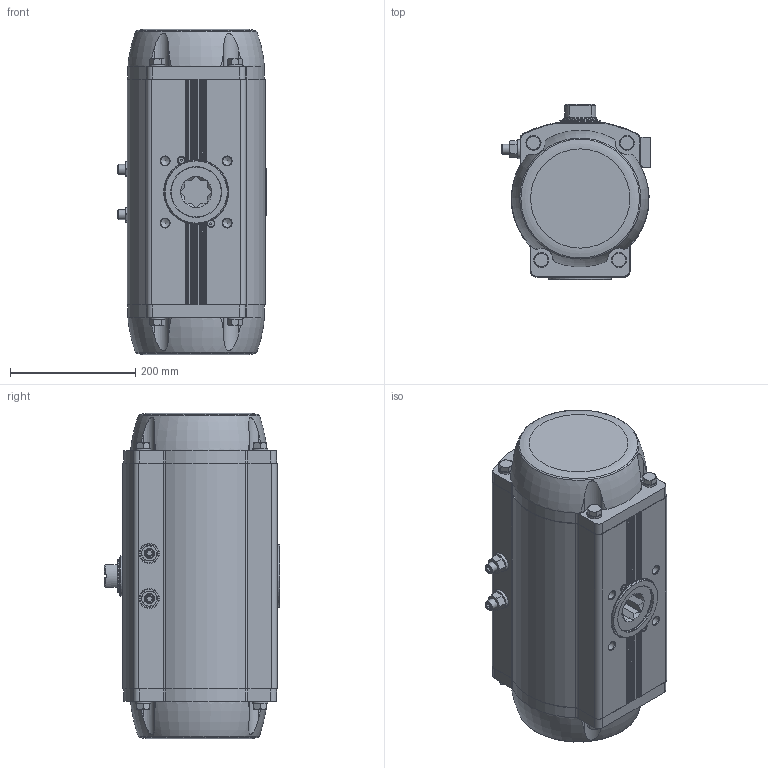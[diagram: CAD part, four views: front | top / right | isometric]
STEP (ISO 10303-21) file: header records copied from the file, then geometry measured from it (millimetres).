
FILE_DESCRIPTION(/* description */ ('STEP AP214'),/* implementation_level */ '2;1');
FILE_NAME(/* name */ '8102899_DFPD-1200-RP-90-RS60-F14-R3-C',/* time_stamp */ '2024-08-15T16:50:40+02:00',/* author */ ('License CC BY-ND 4.0'),/* organization */ ('CADENAS'),/* preprocessor_version */ 'ST-DEVELOPER v19.3',/* originating_system */ 'PARTsolutions',/* authorisation */ ' ');
FILE_SCHEMA (('AUTOMOTIVE_DESIGN {1 0 10303 214 3 1 1}'));
Length unit declared in the file: millimetre
Products named in the file (7): 8102899 DFPD-1200-RP-90-RS60-F14-R3-C---(0); 8042195 DFPD-1200-90-RS-F14-C-----(housing); 8042195 DFPD-1200(F14_0)---(shaft); 5235794 SCHEIBE 16.3X30X5-1.4301; DIN 934 - M16(F); 8088530 DFPD-900/1200-C--(adj); 8101073 DFPD-CTR-F14--(ctr)
Assembly tree (9 placements, depth 2):
  8102899 DFPD-1200-RP-90-RS60-F14-R3-C---(0)
    8042195 DFPD-1200-90-RS-F14-C-----(housing)
    8042195 DFPD-1200(F14_0)---(shaft)
    5235794 SCHEIBE 16.3X30X5-1.4301  x2
    DIN 934 - M16(F)  x2
    8088530 DFPD-900/1200-C--(adj)  x2
    8101073 DFPD-CTR-F14--(ctr)
Bounding box: 236.33 x 279.7 x 519.3 mm (x, y, z)
Volume: 22268926 mm3; surface area: 686148.8 mm2
Topology: 9 solids, 9 shells, 702 faces, 1705 edges, 1079 vertices
Faces by surface type: plane 331, cylinder 195, cone 131, torus 43, sphere 2
Full cylindrical faces by diameter (mm): 2.5 x2, 4.134 x8, 4.917 x1, 8.5 x2, 10 x2, 10.57 x2, 11.445 x2, 13.835 x8, 16 x2, 16.3 x2, 22.5 x2, 24 x8, 30 x2, 32 x2, 49 x1, 50.8 x1, 51.7 x2, 52 x1, 59.5 x1, 63 x1, 65 x1, 66.4 x1, 80 x1, 80.4 x2, 84.3 x1, 84.6 x1, 86 x2, 100 x1, 103 x2
Entity records: 19437 total; most frequent: CARTESIAN_POINT 4254, DIRECTION 3137, ORIENTED_EDGE 2894, EDGE_CURVE 1447, AXIS2_PLACEMENT_3D 1243, VERTEX_POINT 1012, FACE_BOUND 907, EDGE_LOOP 894
